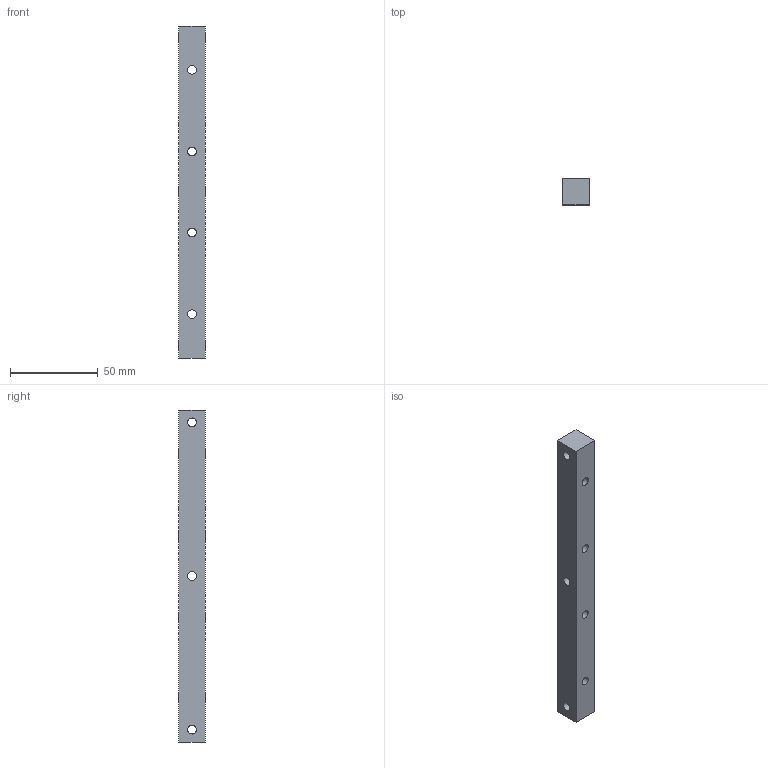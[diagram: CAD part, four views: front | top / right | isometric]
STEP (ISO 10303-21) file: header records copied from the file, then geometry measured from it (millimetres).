
FILE_DESCRIPTION( (''), '2;1');
FILE_NAME('part.stp','2000-01-01T12:00:00+0:00',(''),(''),'','fCAD','');
FILE_SCHEMA (('AUTOMOTIVE_DESIGN { 1 0 10303 214 3 1 1 }'));
Length unit declared in the file: millimetre
Products named in the file (1): PCB-SFPSYNC
Bounding box: 15 x 15 x 189 mm (x, y, z)
Volume: 40531.2 mm3; surface area: 13146.1 mm2
Topology: 1 solids, 1 shells, 13 faces, 40 edges, 29 vertices
Faces by surface type: cylinder 7, plane 6
Full cylindrical faces by diameter (mm): 4.917 x7
Entity records: 437 total; most frequent: DIRECTION 68, CARTESIAN_POINT 62, ORIENTED_EDGE 52, EDGE_LOOP 34, AXIS2_PLACEMENT_3D 28, EDGE_CURVE 26, VERTEX_POINT 22, FACE_BOUND 21
